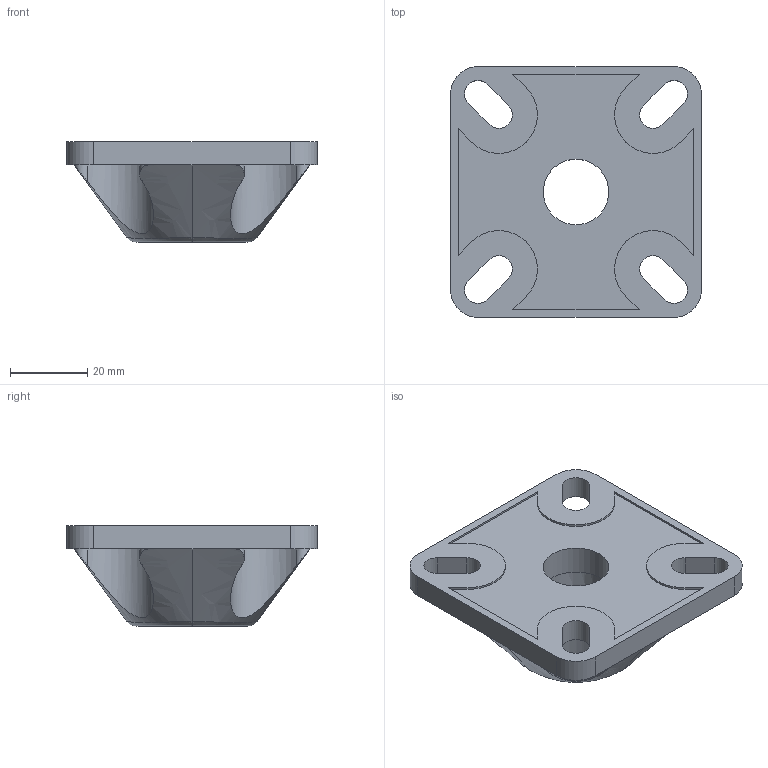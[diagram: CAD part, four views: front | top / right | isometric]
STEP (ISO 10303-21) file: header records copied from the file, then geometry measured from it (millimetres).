
FILE_DESCRIPTION(/* description */ (''),/* implementation_level */ '2;1');
FILE_NAME(/* name */ '1657278766338.stp',/* time_stamp */ '2022-07-08T13:12:49+02:00',/* author */ (''),/* organization */ ('SMS'),/* preprocessor_version */ 'ST-DEVELOPER v16.7',/* originating_system */ 'SIEMENS PLM Software NX 12.0',/* authorisation */ '');
FILE_SCHEMA (('AUTOMOTIVE_DESIGN { 1 0 10303 214 3 1 1 1 }'));
Length unit declared in the file: millimetre
Products named in the file (1): 204224159mod000_00
Bounding box: 65 x 65 x 26 mm (x, y, z)
Volume: 44278.5 mm3; surface area: 13809.4 mm2
Topology: 1 solids, 1 shells, 82 faces, 227 edges, 153 vertices
Faces by surface type: plane 40, cylinder 29, bspline 10, torus 3
Full cylindrical faces by diameter (mm): 17 x1
Entity records: 3773 total; most frequent: CARTESIAN_POINT 1715, ORIENTED_EDGE 444, DIRECTION 368, EDGE_CURVE 222, VERTEX_POINT 148, AXIS2_PLACEMENT_3D 128, LINE 112, VECTOR 112
